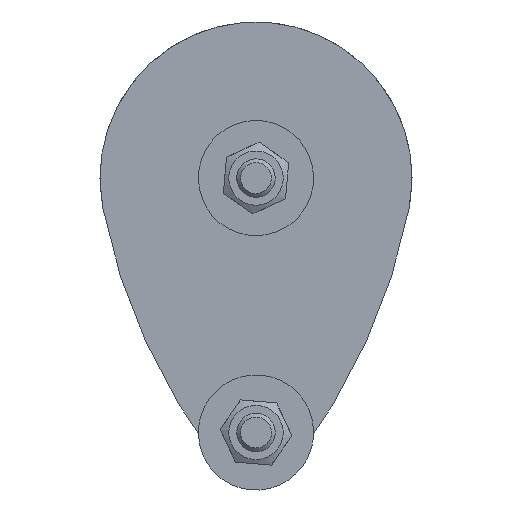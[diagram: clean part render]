
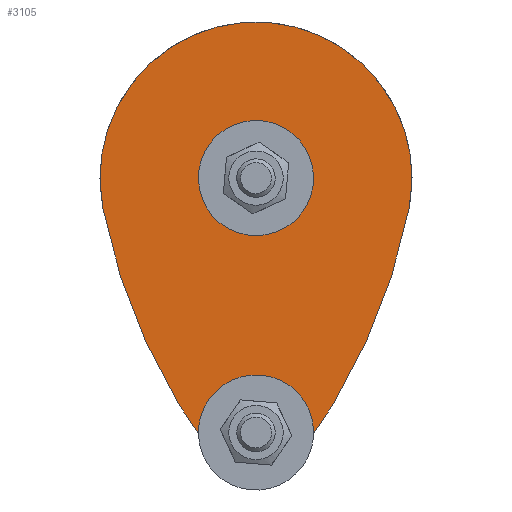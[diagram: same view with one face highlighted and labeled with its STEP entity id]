
A CAD part, front view. The second image highlights one B-rep face of the part: STEP entity #3105.
In plain terms, the highlighted planar face has unit normal (0, -1, 0).
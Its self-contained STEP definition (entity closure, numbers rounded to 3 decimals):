
#399=FACE_BOUND('',#1064,.T.);
#400=FACE_BOUND('',#1065,.T.);
#749=FACE_OUTER_BOUND('',#1063,.T.);
#1063=EDGE_LOOP('',(#2605,#2606,#2607,#2608));
#1064=EDGE_LOOP('',(#2609));
#1065=EDGE_LOOP('',(#2610));
#1319=CIRCLE('',#3234,4.);
#1342=CIRCLE('',#3273,4.);
#1476=CIRCLE('',#3538,126.718);
#1478=CIRCLE('',#3541,32.5);
#1480=CIRCLE('',#3544,126.718);
#1482=CIRCLE('',#3547,10.);
#1597=VERTEX_POINT('',#4915);
#1632=VERTEX_POINT('',#5061);
#1779=VERTEX_POINT('',#5549);
#1780=VERTEX_POINT('',#5551);
#1782=VERTEX_POINT('',#5557);
#1784=VERTEX_POINT('',#5563);
#1907=EDGE_CURVE('',#1597,#1597,#1319,.T.);
#1949=EDGE_CURVE('',#1632,#1632,#1342,.T.);
#2107=EDGE_CURVE('',#1779,#1780,#1476,.T.);
#2111=EDGE_CURVE('',#1782,#1779,#1478,.T.);
#2114=EDGE_CURVE('',#1784,#1782,#1480,.T.);
#2116=EDGE_CURVE('',#1780,#1784,#1482,.T.);
#2605=ORIENTED_EDGE('',*,*,#2114,.F.);
#2606=ORIENTED_EDGE('',*,*,#2116,.F.);
#2607=ORIENTED_EDGE('',*,*,#2107,.F.);
#2608=ORIENTED_EDGE('',*,*,#2111,.F.);
#2609=ORIENTED_EDGE('',*,*,#1907,.F.);
#2610=ORIENTED_EDGE('',*,*,#1949,.F.);
#2907=PLANE('',#3549);
#3105=ADVANCED_FACE('',(#749,#399,#400),#2907,.T.);
#3234=AXIS2_PLACEMENT_3D('',#4916,#3805,#3806);
#3273=AXIS2_PLACEMENT_3D('',#5062,#3889,#3890);
#3538=AXIS2_PLACEMENT_3D('',#5552,#4430,#4431);
#3541=AXIS2_PLACEMENT_3D('',#5559,#4438,#4439);
#3544=AXIS2_PLACEMENT_3D('',#5565,#4445,#4446);
#3547=AXIS2_PLACEMENT_3D('',#5568,#4451,#4452);
#3549=AXIS2_PLACEMENT_3D('',#5570,#4455,#4456);
#3805=DIRECTION('center_axis',(0.,-1.,0.));
#3806=DIRECTION('ref_axis',(-1.,0.,0.));
#3889=DIRECTION('center_axis',(0.,-1.,0.));
#3890=DIRECTION('ref_axis',(-1.,0.,0.));
#4430=DIRECTION('center_axis',(0.,1.,0.));
#4431=DIRECTION('ref_axis',(0.792,0.,-0.611));
#4438=DIRECTION('center_axis',(0.,1.,0.));
#4439=DIRECTION('ref_axis',(0.981,0.,-0.194));
#4445=DIRECTION('center_axis',(0.,1.,0.));
#4446=DIRECTION('ref_axis',(-0.981,0.,-0.194));
#4451=DIRECTION('center_axis',(0.,1.,0.));
#4452=DIRECTION('ref_axis',(-0.792,0.,-0.611));
#4455=DIRECTION('center_axis',(0.,-1.,0.));
#4456=DIRECTION('ref_axis',(0.,0.,1.));
#4915=CARTESIAN_POINT('',(4.,-21.75,-53.));
#4916=CARTESIAN_POINT('Origin',(0.,-21.75,-53.));
#5061=CARTESIAN_POINT('',(4.,-21.75,0.));
#5062=CARTESIAN_POINT('Origin',(0.,-21.75,0.));
#5549=CARTESIAN_POINT('',(31.883,-21.75,-6.304));
#5551=CARTESIAN_POINT('',(7.919,-21.75,-59.107));
#5552=CARTESIAN_POINT('Origin',(-92.428,-21.75,18.274));
#5557=CARTESIAN_POINT('',(-31.883,-21.75,-6.304));
#5559=CARTESIAN_POINT('Origin',(0.,-21.75,0.));
#5563=CARTESIAN_POINT('',(-7.919,-21.75,-59.107));
#5565=CARTESIAN_POINT('Origin',(92.428,-21.75,18.274));
#5568=CARTESIAN_POINT('Origin',(0.,-21.75,-53.));
#5570=CARTESIAN_POINT('Origin',(0.,-21.75,0.));
